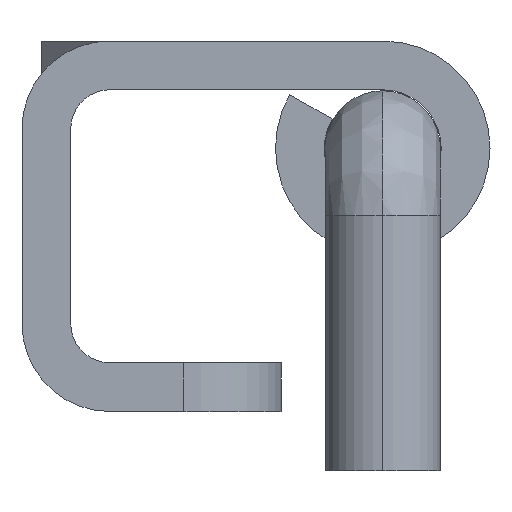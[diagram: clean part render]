
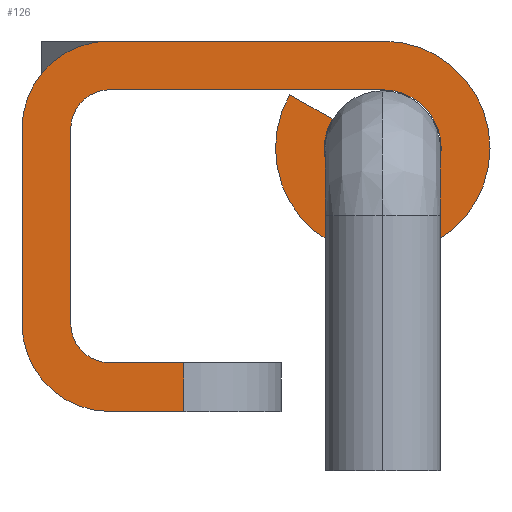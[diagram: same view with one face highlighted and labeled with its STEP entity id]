
A CAD part, front view. The second image highlights one B-rep face of the part: STEP entity #126.
In plain terms, the highlighted planar face has unit normal (0, -1, 0).
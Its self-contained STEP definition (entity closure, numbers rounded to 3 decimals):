
#11=B_SPLINE_CURVE_WITH_KNOTS('',1,(#1878,#1879),.UNSPECIFIED.,.F.,.F.,
(2,2),(-10.,0.),.UNSPECIFIED.);
#15=B_SPLINE_CURVE_WITH_KNOTS('',1,(#1894,#1895),.UNSPECIFIED.,.F.,.F.,
(2,2),(7.069,21.069),.UNSPECIFIED.);
#18=B_SPLINE_CURVE_WITH_KNOTS('',1,(#1908,#1909),.UNSPECIFIED.,.F.,.F.,
(2,2),(49.867,52.367),.UNSPECIFIED.);
#21=B_SPLINE_CURVE_WITH_KNOTS('',1,(#1922,#1923),.UNSPECIFIED.,.F.,.F.,
(2,2),(68.075,82.075),.UNSPECIFIED.);
#24=B_SPLINE_CURVE_WITH_KNOTS('',1,(#1936,#1937),.UNSPECIFIED.,.F.,.F.,
(2,2),(85.217,95.217),.UNSPECIFIED.);
#27=B_SPLINE_CURVE_WITH_KNOTS('',1,(#1950,#1951),.UNSPECIFIED.,.F.,.F.,
(2,2),(98.358,102.158),.UNSPECIFIED.);
#33=B_SPLINE_CURVE_WITH_KNOTS('',1,(#1962,#1963),.UNSPECIFIED.,.F.,.F.,
(2,2),(114.658,118.458),.UNSPECIFIED.);
#60=B_SPLINE_CURVE_WITH_KNOTS('',1,(#2086,#2087),.UNSPECIFIED.,.F.,.F.,
(2,2),(0.,2.5),.UNSPECIFIED.);
#126=ADVANCED_FACE('',(#192),#1103,.T.);
#192=FACE_OUTER_BOUND('',#264,.T.);
#264=EDGE_LOOP('',(#446,#447,#448,#449,#450,#451,#452,#453,#454,#455,#456,
#457,#458,#459));
#446=ORIENTED_EDGE('',*,*,#701,.F.);
#447=ORIENTED_EDGE('',*,*,#698,.F.);
#448=ORIENTED_EDGE('',*,*,#695,.F.);
#449=ORIENTED_EDGE('',*,*,#692,.F.);
#450=ORIENTED_EDGE('',*,*,#689,.F.);
#451=ORIENTED_EDGE('',*,*,#686,.F.);
#452=ORIENTED_EDGE('',*,*,#683,.F.);
#453=ORIENTED_EDGE('',*,*,#680,.F.);
#454=ORIENTED_EDGE('',*,*,#677,.F.);
#455=ORIENTED_EDGE('',*,*,#674,.F.);
#456=ORIENTED_EDGE('',*,*,#670,.F.);
#457=ORIENTED_EDGE('',*,*,#710,.F.);
#458=ORIENTED_EDGE('',*,*,#707,.F.);
#459=ORIENTED_EDGE('',*,*,#760,.F.);
#670=EDGE_CURVE('',#994,#995,#11,.T.);
#674=EDGE_CURVE('',#995,#998,#828,.T.);
#677=EDGE_CURVE('',#998,#1000,#15,.T.);
#680=EDGE_CURVE('',#1000,#1002,#830,.T.);
#683=EDGE_CURVE('',#1002,#1004,#18,.T.);
#686=EDGE_CURVE('',#1004,#1006,#832,.T.);
#689=EDGE_CURVE('',#1006,#1008,#21,.T.);
#692=EDGE_CURVE('',#1008,#1010,#834,.T.);
#695=EDGE_CURVE('',#1010,#1012,#24,.T.);
#698=EDGE_CURVE('',#1012,#1014,#836,.T.);
#701=EDGE_CURVE('',#1014,#1050,#27,.T.);
#707=EDGE_CURVE('',#1056,#1016,#33,.T.);
#710=EDGE_CURVE('',#1016,#994,#838,.T.);
#760=EDGE_CURVE('',#1050,#1056,#60,.T.);
#828=TRIMMED_CURVE($,#896,(#1887),(#1888),.T.,.CARTESIAN.);
#830=TRIMMED_CURVE($,#898,(#1901),(#1902),.T.,.CARTESIAN.);
#832=TRIMMED_CURVE($,#900,(#1915),(#1916),.T.,.CARTESIAN.);
#834=TRIMMED_CURVE($,#902,(#1929),(#1930),.T.,.CARTESIAN.);
#836=TRIMMED_CURVE($,#904,(#1943),(#1944),.T.,.CARTESIAN.);
#838=TRIMMED_CURVE($,#906,(#1969),(#1970),.T.,.CARTESIAN.);
#896=CIRCLE('',#1294,4.5);
#898=CIRCLE('',#1296,5.5);
#900=CIRCLE('',#1298,3.);
#902=CIRCLE('',#1300,2.);
#904=CIRCLE('',#1302,2.);
#906=CIRCLE('',#1304,4.5);
#994=VERTEX_POINT('',#1810);
#995=VERTEX_POINT('',#1811);
#998=VERTEX_POINT('',#1814);
#1000=VERTEX_POINT('',#1816);
#1002=VERTEX_POINT('',#1818);
#1004=VERTEX_POINT('',#1820);
#1006=VERTEX_POINT('',#1822);
#1008=VERTEX_POINT('',#1824);
#1010=VERTEX_POINT('',#1826);
#1012=VERTEX_POINT('',#1828);
#1014=VERTEX_POINT('',#1830);
#1016=VERTEX_POINT('',#1832);
#1050=VERTEX_POINT('',#1866);
#1056=VERTEX_POINT('',#1872);
#1103=PLANE('',#1292);
#1292=AXIS2_PLACEMENT_3D('',#1808,#1438,$);
#1294=AXIS2_PLACEMENT_3D($,#1886,#1440,#1441);
#1296=AXIS2_PLACEMENT_3D($,#1900,#1444,#1445);
#1298=AXIS2_PLACEMENT_3D($,#1914,#1448,#1449);
#1300=AXIS2_PLACEMENT_3D($,#1928,#1452,#1453);
#1302=AXIS2_PLACEMENT_3D($,#1942,#1456,#1457);
#1304=AXIS2_PLACEMENT_3D($,#1968,#1460,#1461);
#1438=DIRECTION('',(0.,-1.,0.));
#1440=DIRECTION('',(0.,1.,0.));
#1441=DIRECTION('',(-1.,0.,0.));
#1444=DIRECTION('',(0.,1.,0.));
#1445=DIRECTION('',(0.,0.,1.));
#1448=DIRECTION('',(0.,-1.,0.));
#1449=DIRECTION('',(-0.866,0.,0.5));
#1452=DIRECTION('',(0.,-1.,0.));
#1453=DIRECTION('',(0.,0.,1.));
#1456=DIRECTION('',(0.,-1.,0.));
#1457=DIRECTION('',(-1.,0.,0.));
#1460=DIRECTION('',(0.,1.,0.));
#1461=DIRECTION('',(0.,0.,-1.));
#1808=CARTESIAN_POINT('',(-4.19,-45.,20.291));
#1810=CARTESIAN_POINT('',(-1.19,-45.,3.416));
#1811=CARTESIAN_POINT('',(-1.19,-45.,13.416));
#1814=CARTESIAN_POINT('',(3.31,-45.,17.916));
#1816=CARTESIAN_POINT('',(17.31,-45.,17.916));
#1818=CARTESIAN_POINT('',(12.547,-45.,15.166));
#1820=CARTESIAN_POINT('',(14.712,-45.,13.916));
#1822=CARTESIAN_POINT('',(17.31,-45.,15.416));
#1824=CARTESIAN_POINT('',(3.31,-45.,15.416));
#1826=CARTESIAN_POINT('',(1.31,-45.,13.416));
#1828=CARTESIAN_POINT('',(1.31,-45.,3.416));
#1830=CARTESIAN_POINT('',(3.31,-45.,1.416));
#1832=CARTESIAN_POINT('',(3.31,-45.,-1.084));
#1866=CARTESIAN_POINT('',(7.11,-45.,1.416));
#1872=CARTESIAN_POINT('',(7.11,-45.,-1.084));
#1878=CARTESIAN_POINT('',(-1.19,-45.,3.416));
#1879=CARTESIAN_POINT('',(-1.19,-45.,13.416));
#1886=CARTESIAN_POINT('',(3.31,-45.,13.416));
#1887=CARTESIAN_POINT('',(-1.19,-45.,13.416));
#1888=CARTESIAN_POINT('',(3.31,-45.,17.916));
#1894=CARTESIAN_POINT('',(3.31,-45.,17.916));
#1895=CARTESIAN_POINT('',(17.31,-45.,17.916));
#1900=CARTESIAN_POINT('',(17.31,-45.,12.416));
#1901=CARTESIAN_POINT('',(17.31,-45.,17.916));
#1902=CARTESIAN_POINT('',(12.547,-45.,15.166));
#1908=CARTESIAN_POINT('',(12.547,-45.,15.166));
#1909=CARTESIAN_POINT('',(14.712,-45.,13.916));
#1914=CARTESIAN_POINT('',(17.31,-45.,12.416));
#1915=CARTESIAN_POINT('',(14.712,-45.,13.916));
#1916=CARTESIAN_POINT('',(17.31,-45.,15.416));
#1922=CARTESIAN_POINT('',(17.31,-45.,15.416));
#1923=CARTESIAN_POINT('',(3.31,-45.,15.416));
#1928=CARTESIAN_POINT('',(3.31,-45.,13.416));
#1929=CARTESIAN_POINT('',(3.31,-45.,15.416));
#1930=CARTESIAN_POINT('',(1.31,-45.,13.416));
#1936=CARTESIAN_POINT('',(1.31,-45.,13.416));
#1937=CARTESIAN_POINT('',(1.31,-45.,3.416));
#1942=CARTESIAN_POINT('',(3.31,-45.,3.416));
#1943=CARTESIAN_POINT('',(1.31,-45.,3.416));
#1944=CARTESIAN_POINT('',(3.31,-45.,1.416));
#1950=CARTESIAN_POINT('',(3.31,-45.,1.416));
#1951=CARTESIAN_POINT('',(7.11,-45.,1.416));
#1962=CARTESIAN_POINT('',(7.11,-45.,-1.084));
#1963=CARTESIAN_POINT('',(3.31,-45.,-1.084));
#1968=CARTESIAN_POINT('',(3.31,-45.,3.416));
#1969=CARTESIAN_POINT('',(3.31,-45.,-1.084));
#1970=CARTESIAN_POINT('',(-1.19,-45.,3.416));
#2086=CARTESIAN_POINT('',(7.11,-45.,1.416));
#2087=CARTESIAN_POINT('',(7.11,-45.,-1.084));
